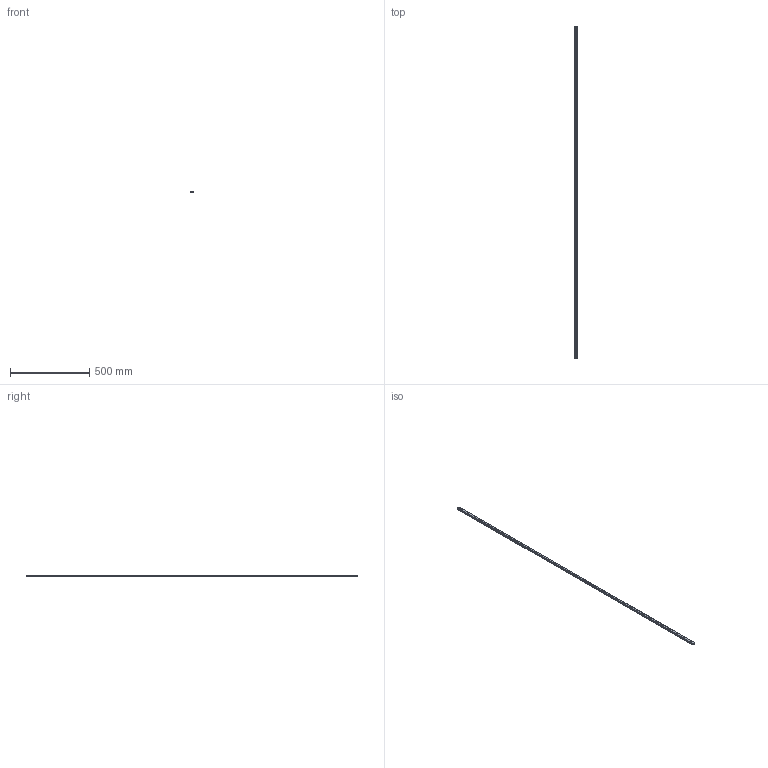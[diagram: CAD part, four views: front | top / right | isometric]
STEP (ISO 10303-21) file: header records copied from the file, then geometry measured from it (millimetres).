
FILE_DESCRIPTION(('STEP AP214'),'1');
FILE_NAME('cctmp_F8D58761-912F-4132-A66E-27DA81E27941_2021_02_03_11_04_29_0313..stp','2021-02-03T10:04:29',('HIWIN GmbH'),('CADClick - www.CADClick.com'),'Spatial InterOp 3D',' ','unknown authorization');
FILE_SCHEMA(('AUTOMOTIVE_DESIGN'));
Length unit declared in the file: millimetre
Products named in the file (1): EGR15U2090C_FILE
Bounding box: 15 x 2090 x 12.5 mm (x, y, z)
Volume: 332885.3 mm3; surface area: 127413.5 mm2
Topology: 1 solids, 1 shells, 453 faces, 1131 edges, 754 vertices
Faces by surface type: cylinder 228, plane 225
Entity records: 17449 total; most frequent: DIRECTION 2635, CARTESIAN_POINT 2339, ORIENTED_EDGE 2262, EDGE_CURVE 1131, AXIS2_PLACEMENT_3D 1050, VERTEX_POINT 754, LINE 535, VECTOR 535
